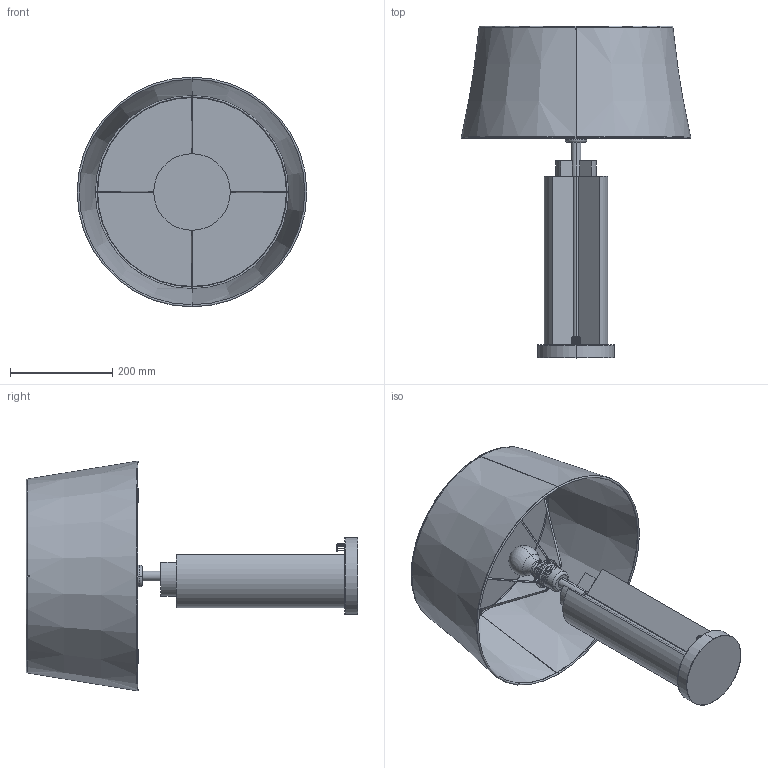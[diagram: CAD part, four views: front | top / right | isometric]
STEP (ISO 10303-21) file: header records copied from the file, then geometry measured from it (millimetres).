
FILE_DESCRIPTION (( 'STEP AP203' ), '1' );
FILE_NAME ('TV 50 TL._exported.step', '2025-02-09T07:17:16', ( '' ), ( '' ), 'SwSTEP 2.0', 'SolidWorks 2023', '' );
FILE_SCHEMA (( 'CONFIG_CONTROL_DESIGN' ));
Length unit declared in the file: millimetre
Products named in the file (1): TV 50 TL._exported
Bounding box: 450 x 649.99 x 450 mm (x, y, z)
Surface area: 1073424.1 mm2 (no closed solid volume)
Topology: 0 solids, 31 shells, 203 faces, 572 edges, 380 vertices
Faces by surface type: cylinder 117, torus 46, plane 22, sphere 10, cone 6, bspline 2
Entity records: 9392 total; most frequent: CARTESIAN_POINT 4339, DIRECTION 1134, ORIENTED_EDGE 932, EDGE_CURVE 551, AXIS2_PLACEMENT_3D 474, VERTEX_POINT 369, CIRCLE 272, EDGE_LOOP 208
